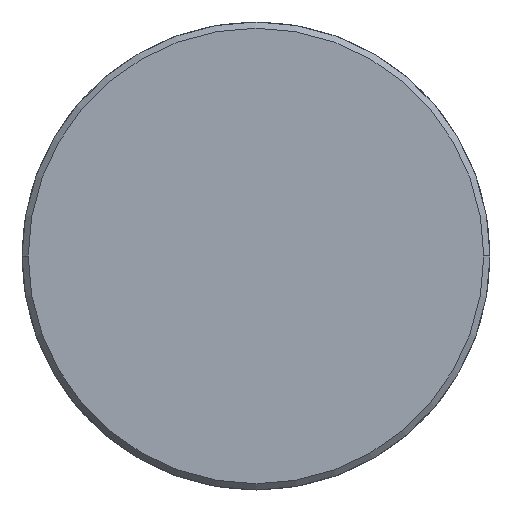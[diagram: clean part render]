
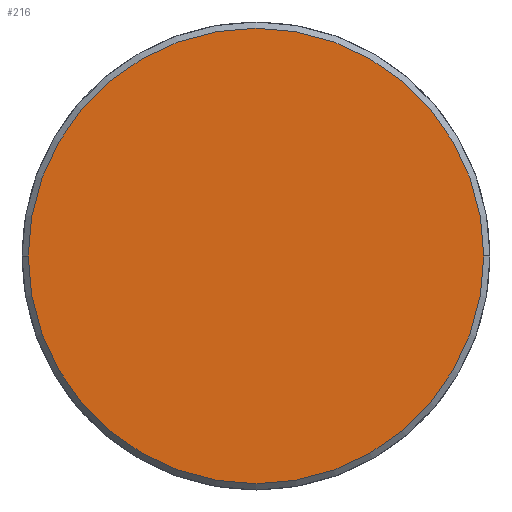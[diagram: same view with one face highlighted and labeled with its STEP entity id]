
A CAD part, left-side view. The second image highlights one B-rep face of the part: STEP entity #216.
In plain terms, the highlighted planar face has unit normal (-1, 0, 0).
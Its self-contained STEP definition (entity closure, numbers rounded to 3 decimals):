
#4 = EDGE_CURVE ( 'NONE', #266, #2851, #1752, .T. ) ;
#216 = ADVANCED_FACE ( 'NONE', ( #1449 ), #2017, .F. ) ;
#218 = ORIENTED_EDGE ( 'NONE', *, *, #1064, .T. ) ;
#266 = VERTEX_POINT ( 'NONE', #1743 ) ;
#745 = DIRECTION ( 'NONE',  ( 0., 1., 0. ) ) ;
#1064 = EDGE_CURVE ( 'NONE', #2851, #266, #1267, .T. ) ;
#1267 = CIRCLE ( 'NONE', #1280, 91.5 ) ;
#1280 = AXIS2_PLACEMENT_3D ( 'NONE', #3542, #2958, #2150 ) ;
#1449 = FACE_OUTER_BOUND ( 'NONE', #1977, .T. ) ;
#1734 = DIRECTION ( 'NONE',  ( 0., 0., -1. ) ) ;
#1743 = CARTESIAN_POINT ( 'NONE',  ( -314.4, -91.5, 0. ) ) ;
#1752 = CIRCLE ( 'NONE', #2100, 91.5 ) ;
#1920 = AXIS2_PLACEMENT_3D ( 'NONE', #2604, #2845, #1734 ) ;
#1977 = EDGE_LOOP ( 'NONE', ( #218, #2976 ) ) ;
#2017 = PLANE ( 'NONE',  #1920 ) ;
#2100 = AXIS2_PLACEMENT_3D ( 'NONE', #2396, #2658, #745 ) ;
#2150 = DIRECTION ( 'NONE',  ( 0., 1., 0. ) ) ;
#2396 = CARTESIAN_POINT ( 'NONE',  ( -314.4, 0., 0. ) ) ;
#2445 = CARTESIAN_POINT ( 'NONE',  ( -314.4, 91.5, 0. ) ) ;
#2604 = CARTESIAN_POINT ( 'NONE',  ( -314.4, -92.598, 92.598 ) ) ;
#2658 = DIRECTION ( 'NONE',  ( -1., 0., 0. ) ) ;
#2845 = DIRECTION ( 'NONE',  ( 1., 0., 0. ) ) ;
#2851 = VERTEX_POINT ( 'NONE', #2445 ) ;
#2958 = DIRECTION ( 'NONE',  ( -1., 0., 0. ) ) ;
#2976 = ORIENTED_EDGE ( 'NONE', *, *, #4, .T. ) ;
#3542 = CARTESIAN_POINT ( 'NONE',  ( -314.4, 0., 0. ) ) ;
